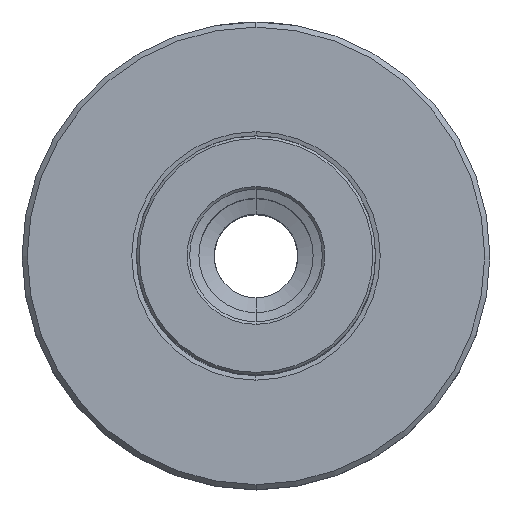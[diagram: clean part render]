
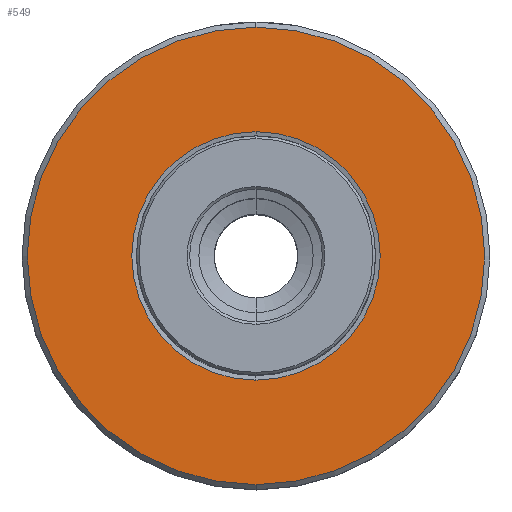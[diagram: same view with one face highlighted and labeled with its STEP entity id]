
A CAD part, top view. The second image highlights one B-rep face of the part: STEP entity #549.
In plain terms, the highlighted planar face has unit normal (0, 0, 1).
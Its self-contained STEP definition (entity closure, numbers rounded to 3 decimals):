
#549=ADVANCED_FACE('NONE',(#1408,#1409),#1410,.T.);
#917=EDGE_CURVE('NONE',#931,#1109,#1817,.T.);
#931=VERTEX_POINT('NONE',#1832);
#1081=EDGE_CURVE('NONE',#1109,#931,#1992,.T.);
#1097=EDGE_CURVE('NONE',#1227,#1217,#2008,.T.);
#1109=VERTEX_POINT('NONE',#2021);
#1161=EDGE_CURVE('NONE',#1217,#1227,#2084,.T.);
#1217=VERTEX_POINT('NONE',#2150);
#1227=VERTEX_POINT('NONE',#2161);
#1408=FACE_OUTER_BOUND('',#2616,.T.);
#1409=FACE_BOUND('',#2617,.T.);
#1410=PLANE('',#2618);
#1817=CIRCLE('',#3615,23.899);
#1832=CARTESIAN_POINT('',(0.0,23.899,0.));
#1992=CIRCLE('',#4088,23.899);
#2008=CIRCLE('',#4131,44.0);
#2021=CARTESIAN_POINT('',(0.,-23.899,0.));
#2084=CIRCLE('',#4235,44.0);
#2150=CARTESIAN_POINT('',(0.,44.0,0.0));
#2161=CARTESIAN_POINT('',(0.0,-44.0,0.0));
#2616=EDGE_LOOP('',(#4585,#4586));
#2617=EDGE_LOOP('',(#4587,#4588));
#2618=AXIS2_PLACEMENT_3D('',#4589,#4590,#4591);
#3615=AXIS2_PLACEMENT_3D('',#5099,#5100,#5101);
#4088=AXIS2_PLACEMENT_3D('',#5272,#5273,#5274);
#4131=AXIS2_PLACEMENT_3D('',#5278,#5279,#5280);
#4235=AXIS2_PLACEMENT_3D('',#5386,#5387,#5388);
#4585=ORIENTED_EDGE('',*,*,#1097,.F.);
#4586=ORIENTED_EDGE('',*,*,#1161,.F.);
#4587=ORIENTED_EDGE('',*,*,#917,.T.);
#4588=ORIENTED_EDGE('',*,*,#1081,.T.);
#4589=CARTESIAN_POINT('',(-44.0,0.0,0.));
#4590=DIRECTION('',(0.0,-0.0,1.0));
#4591=DIRECTION('',(0.0,1.0,0.0));
#5099=CARTESIAN_POINT('',(0.0,0.0,0.));
#5100=DIRECTION('',(0.0,0.0,-1.0));
#5101=DIRECTION('',(0.0,-1.0,0.0));
#5272=CARTESIAN_POINT('',(0.0,0.0,0.));
#5273=DIRECTION('',(0.0,0.0,-1.0));
#5274=DIRECTION('',(0.0,-1.0,0.0));
#5278=CARTESIAN_POINT('',(0.0,0.0,0.0));
#5279=DIRECTION('',(0.0,0.0,-1.0));
#5280=DIRECTION('',(0.0,-1.0,0.0));
#5386=CARTESIAN_POINT('',(0.0,0.0,0.0));
#5387=DIRECTION('',(0.0,0.0,-1.0));
#5388=DIRECTION('',(0.0,-1.0,0.0));
